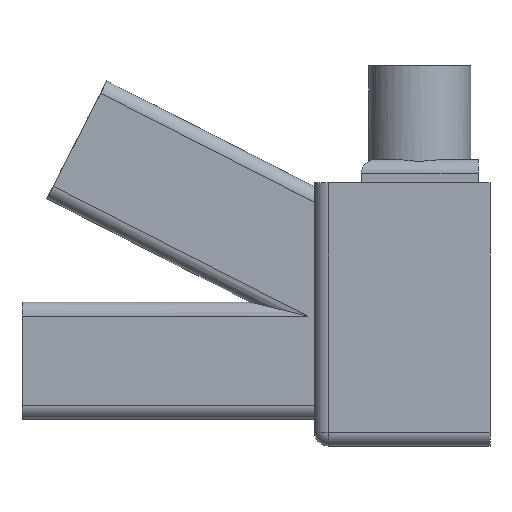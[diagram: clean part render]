
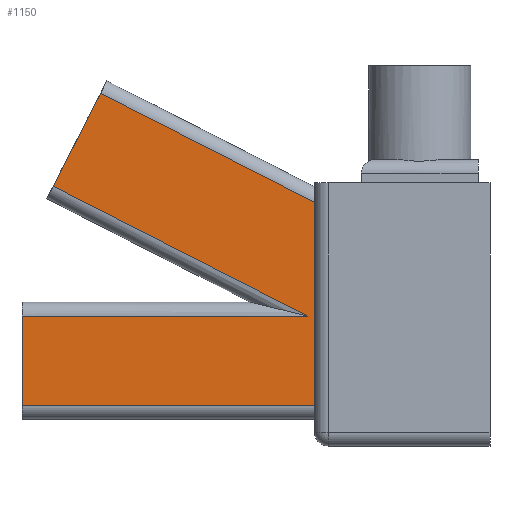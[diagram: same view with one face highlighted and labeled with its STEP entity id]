
A CAD part, front view. The second image highlights one B-rep face of the part: STEP entity #1150.
In plain terms, the highlighted planar face has unit normal (0, -1, 0).
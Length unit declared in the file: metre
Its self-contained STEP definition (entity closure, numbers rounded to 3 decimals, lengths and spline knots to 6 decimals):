
#239=ORIENTED_EDGE('',*,*,#476,.F.);
#240=ORIENTED_EDGE('',*,*,#530,.T.);
#241=ORIENTED_EDGE('',*,*,#531,.T.);
#242=ORIENTED_EDGE('',*,*,#532,.T.);
#243=ORIENTED_EDGE('',*,*,#533,.T.);
#244=ORIENTED_EDGE('',*,*,#446,.F.);
#245=ORIENTED_EDGE('',*,*,#534,.T.);
#446=EDGE_CURVE('',#611,#612,#713,.T.);
#476=EDGE_CURVE('',#635,#636,#735,.T.);
#530=EDGE_CURVE('',#635,#670,#771,.F.);
#531=EDGE_CURVE('',#670,#671,#772,.T.);
#532=EDGE_CURVE('',#671,#672,#773,.F.);
#533=EDGE_CURVE('',#672,#612,#774,.F.);
#534=EDGE_CURVE('',#611,#636,#775,.T.);
#611=VERTEX_POINT('',#1717);
#612=VERTEX_POINT('',#1718);
#635=VERTEX_POINT('',#1775);
#636=VERTEX_POINT('',#1777);
#670=VERTEX_POINT('',#1932);
#671=VERTEX_POINT('',#1934);
#672=VERTEX_POINT('',#1936);
#713=LINE('',#1716,#828);
#735=LINE('',#1776,#850);
#771=LINE('',#1931,#886);
#772=LINE('',#1933,#887);
#773=LINE('',#1935,#888);
#774=LINE('',#1937,#889);
#775=LINE('',#1938,#890);
#828=VECTOR('',#1362,1.);
#850=VECTOR('',#1410,1.);
#886=VECTOR('',#1508,1.);
#887=VECTOR('',#1509,1.);
#888=VECTOR('',#1510,1.);
#889=VECTOR('',#1511,1.);
#890=VECTOR('',#1512,1.);
#960=EDGE_LOOP('',(#239,#240,#241,#242,#243,#244,#245));
#1039=FACE_BOUND('',#960,.T.);
#1105=PLANE('',#1256);
#1150=ADVANCED_FACE('',(#1039),#1105,.T.);
#1256=AXIS2_PLACEMENT_3D('',#1930,#1506,#1507);
#1362=DIRECTION('',(0.,0.,1.));
#1410=DIRECTION('',(0.,0.,-1.));
#1506=DIRECTION('',(0.,-1.,0.));
#1507=DIRECTION('',(1.,0.,0.));
#1508=DIRECTION('',(0.891,0.,-0.454));
#1509=DIRECTION('',(-0.454,0.,-0.891));
#1510=DIRECTION('',(-0.891,0.,0.454));
#1511=DIRECTION('',(1.,0.,0.));
#1512=DIRECTION('',(1.,0.,0.));
#1716=CARTESIAN_POINT('',(-0.165191,-0.0254,-0.039113));
#1717=CARTESIAN_POINT('',(-0.165191,-0.0254,-0.058513));
#1718=CARTESIAN_POINT('',(-0.165191,-0.0254,-0.019713));
#1775=CARTESIAN_POINT('',(-0.0381,-0.0254,0.02968));
#1776=CARTESIAN_POINT('',(-0.0381,-0.0254,0.0381));
#1777=CARTESIAN_POINT('',(-0.0381,-0.0254,-0.058513));
#1930=CARTESIAN_POINT('',(-0.082595,-0.0254,0.00894));
#1931=CARTESIAN_POINT('',(-0.065035,-0.0254,0.043404));
#1932=CARTESIAN_POINT('',(-0.131064,-0.0254,0.077047));
#1933=CARTESIAN_POINT('',(-0.132664,-0.0254,0.073907));
#1934=CARTESIAN_POINT('',(-0.15167,-0.0254,0.036605));
#1935=CARTESIAN_POINT('',(-0.085642,-0.0254,0.002962));
#1936=CARTESIAN_POINT('',(-0.041139,-0.0254,-0.019713));
#1937=CARTESIAN_POINT('',(-0.082595,-0.0254,-0.019713));
#1938=CARTESIAN_POINT('',(-0.0381,-0.0254,-0.058513));
